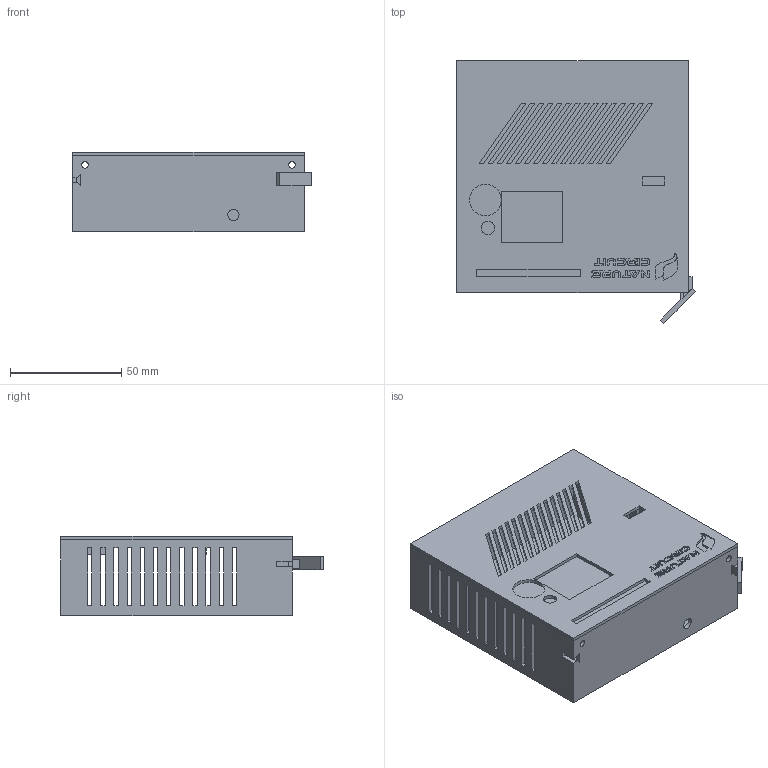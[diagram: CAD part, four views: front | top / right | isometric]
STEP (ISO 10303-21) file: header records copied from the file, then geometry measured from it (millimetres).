
FILE_DESCRIPTION(/* description */ (''),/* implementation_level */ '2;1');
FILE_NAME(/* name */ 'Focus maintainer v24.step',/* time_stamp */ '2024-10-29T09:11:17+01:00',/* author */ (''),/* organization */ (''),/* preprocessor_version */ 'ST-DEVELOPER v20',/* originating_system */ 'Autodesk Translation Framework v13.14.0.145',/* authorisation */ '');
FILE_SCHEMA (('AUTOMOTIVE_DESIGN { 1 0 10303 214 3 1 1 }'));
Length unit declared in the file: millimetre
Products named in the file (1): Focus maintainer (v24~recovered)
Bounding box: 107.15 x 117.82 x 35.5 mm (x, y, z)
Volume: 55921.2 mm3; surface area: 75182 mm2
Topology: 3 solids, 3 shells, 958 faces, 2773 edges, 1842 vertices
Faces by surface type: plane 596, bspline 346, cylinder 16
Full cylindrical faces by diameter (mm): 3 x8, 5 x1, 6 x1
Entity records: 31851 total; most frequent: CARTESIAN_POINT 8848, ORIENTED_EDGE 5546, DIRECTION 3343, EDGE_CURVE 2773, LINE 2045, VECTOR 2045, VERTEX_POINT 1842, EDGE_LOOP 1093
